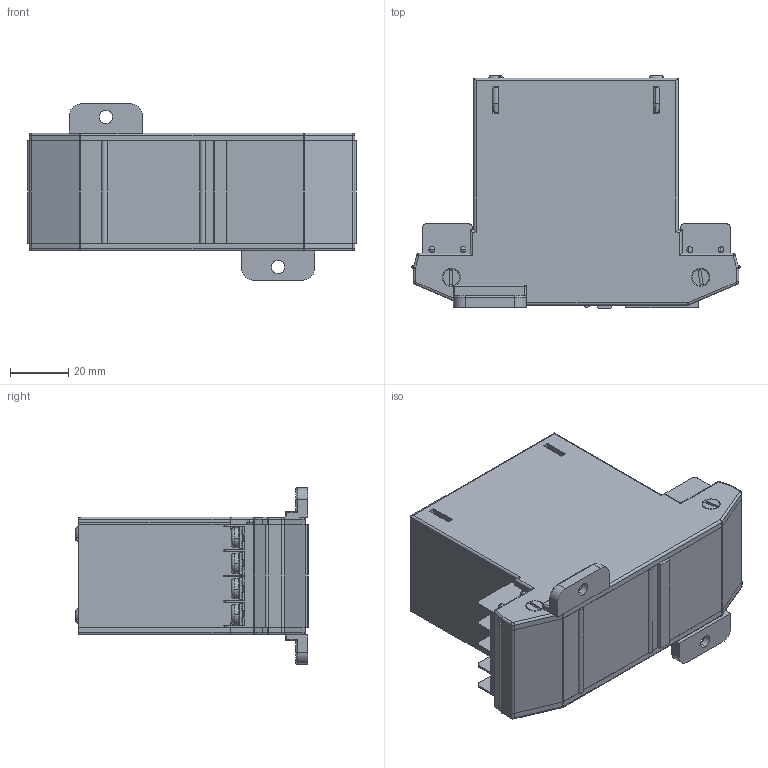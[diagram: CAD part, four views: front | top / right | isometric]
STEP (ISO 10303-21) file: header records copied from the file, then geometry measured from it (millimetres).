
FILE_DESCRIPTION (( 'STEP AP214' ), '1' );
FILE_NAME ('UEP-035.STEP', '2022-01-17T12:15:44', ( '' ), ( '' ), 'SwSTEP 2.0', 'SolidWorks 2017', '' );
FILE_SCHEMA (( 'AUTOMOTIVE_DESIGN' ));
Length unit declared in the file: millimetre
Products named in the file (61): End Piece UE; Terminal Screw; Terminal Plastic; Top Cover Screw; Terminal Washer; Terminal sheetmetal; End Plate Screw; UEP-035; Vertical PCB UE; Top cover 35; Spacer Piece; Horizontal PCB UE-035; Low Bracket UBRL; Base PCB UE 035; Terminal Block; Pin 035
Assembly tree (34 placements, depth 3):
  End Piece UE
  Terminal Screw
  Terminal Plastic
  Top Cover Screw
  Terminal Washer
Bounding box: 112.5 x 79.8 x 60.4 mm (x, y, z)
Volume: 88646.3 mm3; surface area: 110494.4 mm2
Topology: 45 solids, 45 shells, 2277 faces, 5935 edges, 3774 vertices
Faces by surface type: plane 1348, cylinder 737, torus 84, cone 76, sphere 16, bspline 16
Entity records: 30072 total; most frequent: CARTESIAN_POINT 5677, DIRECTION 4843, ORIENTED_EDGE 4820, EDGE_CURVE 2410, VECTOR 1673, LINE 1673, AXIS2_PLACEMENT_3D 1585, VERTEX_POINT 1551
